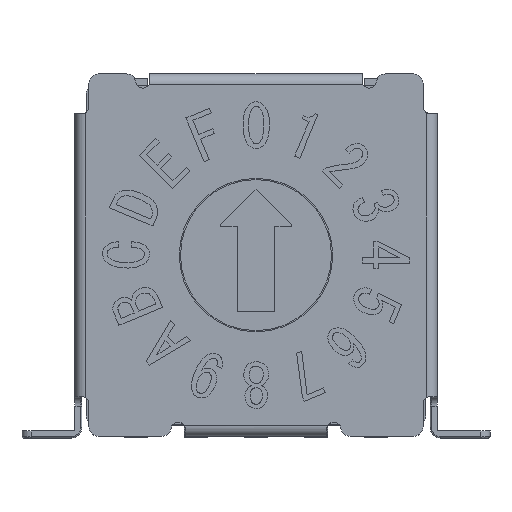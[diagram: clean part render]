
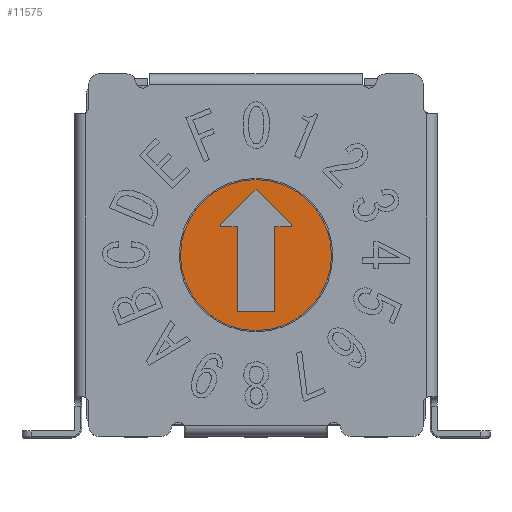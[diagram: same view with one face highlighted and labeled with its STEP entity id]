
A CAD part, top view. The second image highlights one B-rep face of the part: STEP entity #11575.
In plain terms, the highlighted planar face has unit normal (0, 0, 1).
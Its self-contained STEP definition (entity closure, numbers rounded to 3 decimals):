
#41 = VECTOR ( 'NONE', #21501, 1000. ) ;
#226 = CARTESIAN_POINT ( 'NONE',  ( 0.672, 4.44, -0.1 ) ) ;
#720 = EDGE_CURVE ( 'NONE', #4229, #16026, #10004, .T. ) ;
#1091 = EDGE_LOOP ( 'NONE', ( #2572, #8100, #10277, #9735, #42061, #1144, #2692, #38718, #13520 ) ) ;
#1144 = ORIENTED_EDGE ( 'NONE', *, *, #30441, .T. ) ;
#1566 = AXIS2_PLACEMENT_3D ( 'NONE', #3478, #10886, #31431 ) ;
#2572 = ORIENTED_EDGE ( 'NONE', *, *, #720, .T. ) ;
#2692 = ORIENTED_EDGE ( 'NONE', *, *, #3461, .T. ) ;
#3461 = EDGE_CURVE ( 'NONE', #27013, #44550, #22430, .T. ) ;
#3478 = CARTESIAN_POINT ( 'NONE',  ( 0.599, 4.47, -0.1 ) ) ;
#3501 = CIRCLE ( 'NONE', #22564, 1.6 ) ;
#3694 = VERTEX_POINT ( 'NONE', #40130 ) ;
#4229 = VERTEX_POINT ( 'NONE', #10350 ) ;
#4634 = CARTESIAN_POINT ( 'NONE',  ( 0.272, 2.64, -0.1 ) ) ;
#5776 = LINE ( 'NONE', #16419, #43740 ) ;
#6151 = VERTEX_POINT ( 'NONE', #16112 ) ;
#6387 = DIRECTION ( 'NONE',  ( 0., -1., 0. ) ) ;
#7050 = CARTESIAN_POINT ( 'NONE',  ( -0.528, 4.44, -0.1 ) ) ;
#7116 = EDGE_CURVE ( 'NONE', #3694, #4229, #37057, .T. ) ;
#7357 = DIRECTION ( 'NONE',  ( 0., -1., 0. ) ) ;
#8100 = ORIENTED_EDGE ( 'NONE', *, *, #15197, .T. ) ;
#8139 = CARTESIAN_POINT ( 'NONE',  ( -0.128, 2.24, -0.1 ) ) ;
#8733 = DIRECTION ( 'NONE',  ( 0., -1., 0. ) ) ;
#9735 = ORIENTED_EDGE ( 'NONE', *, *, #17202, .T. ) ;
#10004 = LINE ( 'NONE', #28883, #20498 ) ;
#10277 = ORIENTED_EDGE ( 'NONE', *, *, #43480, .T. ) ;
#10350 = CARTESIAN_POINT ( 'NONE',  ( -0.877, 4.491, -0.1 ) ) ;
#10434 = DIRECTION ( 'NONE',  ( 0., 0., 1. ) ) ;
#10886 = DIRECTION ( 'NONE',  ( 0., 0., -1. ) ) ;
#11575 = ADVANCED_FACE ( 'NONE', ( #21052, #38596 ), #24318, .T. ) ;
#11631 = LINE ( 'NONE', #226, #41 ) ;
#11742 = CARTESIAN_POINT ( 'NONE',  ( -0.528, 2.64, -0.1 ) ) ;
#11874 = VECTOR ( 'NONE', #28535, 1000. ) ;
#12228 = AXIS2_PLACEMENT_3D ( 'NONE', #28201, #13834, #17379 ) ;
#12265 = DIRECTION ( 'NONE',  ( 0., 0., -1. ) ) ;
#12965 = ORIENTED_EDGE ( 'NONE', *, *, #24021, .T. ) ;
#13520 = ORIENTED_EDGE ( 'NONE', *, *, #7116, .T. ) ;
#13834 = DIRECTION ( 'NONE',  ( 0., 0., 1. ) ) ;
#15197 = EDGE_CURVE ( 'NONE', #16026, #38553, #29984, .T. ) ;
#16026 = VERTEX_POINT ( 'NONE', #43785 ) ;
#16112 = CARTESIAN_POINT ( 'NONE',  ( -0.128, 5.44, -0.1 ) ) ;
#16263 = DIRECTION ( 'NONE',  ( 0.707, -0.707, 0. ) ) ;
#16419 = CARTESIAN_POINT ( 'NONE',  ( -0.528, 2.64, -0.1 ) ) ;
#16713 = DIRECTION ( 'NONE',  ( -1., 0., 0. ) ) ;
#17202 = EDGE_CURVE ( 'NONE', #44370, #35508, #11631, .T. ) ;
#17232 = CIRCLE ( 'NONE', #19501, 1.6 ) ;
#17379 = DIRECTION ( 'NONE',  ( 0., -1., 0. ) ) ;
#17414 = LINE ( 'NONE', #17701, #11874 ) ;
#17701 = CARTESIAN_POINT ( 'NONE',  ( -0.528, 4.44, -0.1 ) ) ;
#17821 = CARTESIAN_POINT ( 'NONE',  ( -0.128, 3.84, -0.1 ) ) ;
#19501 = AXIS2_PLACEMENT_3D ( 'NONE', #17821, #10434, #7357 ) ;
#20248 = VERTEX_POINT ( 'NONE', #4634 ) ;
#20359 = LINE ( 'NONE', #20445, #28657 ) ;
#20445 = CARTESIAN_POINT ( 'NONE',  ( 0.272, 2.64, -0.1 ) ) ;
#20498 = VECTOR ( 'NONE', #22536, 1000. ) ;
#21052 = FACE_OUTER_BOUND ( 'NONE', #38032, .T. ) ;
#21501 = DIRECTION ( 'NONE',  ( -1., 0., 0. ) ) ;
#21524 = CARTESIAN_POINT ( 'NONE',  ( -0.528, 4.44, -0.1 ) ) ;
#22430 = LINE ( 'NONE', #7050, #33982 ) ;
#22536 = DIRECTION ( 'NONE',  ( 0.707, 0.707, 0. ) ) ;
#22564 = AXIS2_PLACEMENT_3D ( 'NONE', #30979, #27748, #34642 ) ;
#23176 = CARTESIAN_POINT ( 'NONE',  ( -0.128, 5.24, -0.1 ) ) ;
#24021 = EDGE_CURVE ( 'NONE', #6151, #31407, #3501, .T. ) ;
#24318 = PLANE ( 'NONE',  #12228 ) ;
#25908 = CARTESIAN_POINT ( 'NONE',  ( 0.621, 4.491, -0.1 ) ) ;
#26949 = CARTESIAN_POINT ( 'NONE',  ( 0.599, 4.44, -0.1 ) ) ;
#27013 = VERTEX_POINT ( 'NONE', #11742 ) ;
#27360 = AXIS2_PLACEMENT_3D ( 'NONE', #40240, #12265, #8733 ) ;
#27748 = DIRECTION ( 'NONE',  ( 0., 0., 1. ) ) ;
#27811 = EDGE_CURVE ( 'NONE', #31407, #6151, #17232, .T. ) ;
#28201 = CARTESIAN_POINT ( 'NONE',  ( -0.128, 3.84, -0.1 ) ) ;
#28535 = DIRECTION ( 'NONE',  ( -1., 0., 0. ) ) ;
#28657 = VECTOR ( 'NONE', #6387, 1000. ) ;
#28883 = CARTESIAN_POINT ( 'NONE',  ( -0.128, 5.24, -0.1 ) ) ;
#29632 = EDGE_CURVE ( 'NONE', #44550, #3694, #17414, .T. ) ;
#29984 = LINE ( 'NONE', #23176, #37630 ) ;
#30441 = EDGE_CURVE ( 'NONE', #20248, #27013, #5776, .T. ) ;
#30979 = CARTESIAN_POINT ( 'NONE',  ( -0.128, 3.84, -0.1 ) ) ;
#31407 = VERTEX_POINT ( 'NONE', #8139 ) ;
#31431 = DIRECTION ( 'NONE',  ( 0., -1., 0. ) ) ;
#31444 = CIRCLE ( 'NONE', #1566, 0.03 ) ;
#33381 = EDGE_CURVE ( 'NONE', #35508, #20248, #20359, .T. ) ;
#33982 = VECTOR ( 'NONE', #45385, 1000. ) ;
#34642 = DIRECTION ( 'NONE',  ( 0., -1., 0. ) ) ;
#35508 = VERTEX_POINT ( 'NONE', #40643 ) ;
#37057 = CIRCLE ( 'NONE', #27360, 0.03 ) ;
#37630 = VECTOR ( 'NONE', #16263, 1000. ) ;
#38032 = EDGE_LOOP ( 'NONE', ( #12965, #44250 ) ) ;
#38553 = VERTEX_POINT ( 'NONE', #25908 ) ;
#38596 = FACE_BOUND ( 'NONE', #1091, .T. ) ;
#38718 = ORIENTED_EDGE ( 'NONE', *, *, #29632, .T. ) ;
#40130 = CARTESIAN_POINT ( 'NONE',  ( -0.856, 4.44, -0.1 ) ) ;
#40240 = CARTESIAN_POINT ( 'NONE',  ( -0.856, 4.47, -0.1 ) ) ;
#40643 = CARTESIAN_POINT ( 'NONE',  ( 0.272, 4.44, -0.1 ) ) ;
#42061 = ORIENTED_EDGE ( 'NONE', *, *, #33381, .T. ) ;
#43480 = EDGE_CURVE ( 'NONE', #38553, #44370, #31444, .T. ) ;
#43740 = VECTOR ( 'NONE', #16713, 1000. ) ;
#43785 = CARTESIAN_POINT ( 'NONE',  ( -0.128, 5.24, -0.1 ) ) ;
#44250 = ORIENTED_EDGE ( 'NONE', *, *, #27811, .T. ) ;
#44370 = VERTEX_POINT ( 'NONE', #26949 ) ;
#44550 = VERTEX_POINT ( 'NONE', #21524 ) ;
#45385 = DIRECTION ( 'NONE',  ( 0., 1., 0. ) ) ;
